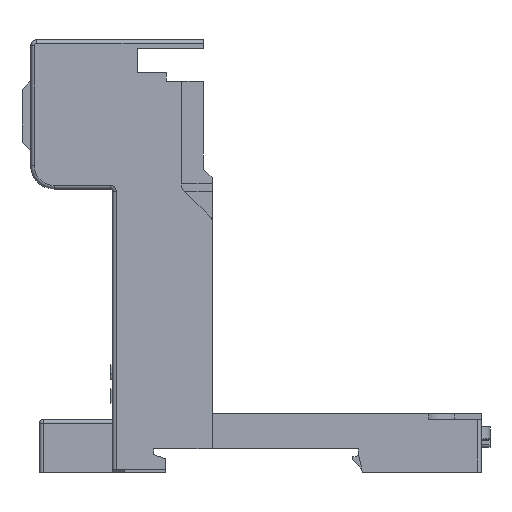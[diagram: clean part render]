
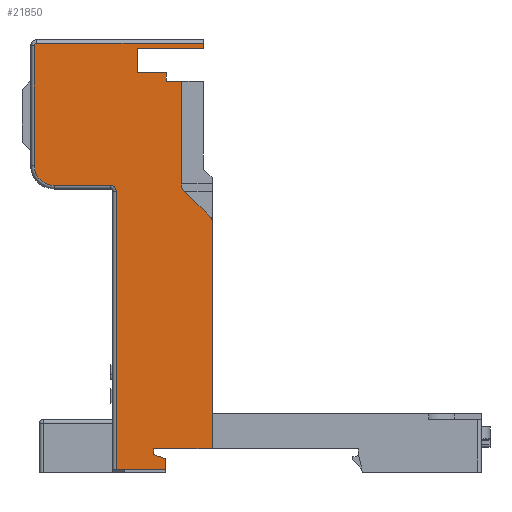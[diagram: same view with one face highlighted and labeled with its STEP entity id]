
A CAD part, left-side view. The second image highlights one B-rep face of the part: STEP entity #21850.
In plain terms, the highlighted planar face has unit normal (-1, 0, 0).
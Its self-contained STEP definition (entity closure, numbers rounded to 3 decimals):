
#5145=DIRECTION('',(0.,0.,-1.));
#5146=VECTOR('',#5145,32.886);
#5147=CARTESIAN_POINT('',(-12.35,-17.,24.386));
#5148=LINE('',#5147,#5146);
#5173=DIRECTION('',(0.,-1.,0.));
#5174=VECTOR('',#5173,11.3);
#5175=CARTESIAN_POINT('',(-12.35,-4.2,53.9));
#5176=LINE('',#5175,#5174);
#5180=CARTESIAN_POINT('',(-12.35,-12.8,30.414));
#5181=DIRECTION('',(1.,0.,0.));
#5182=DIRECTION('',(0.,0.707,-0.707));
#5183=AXIS2_PLACEMENT_3D('',#5180,#5181,#5182);
#5188=DIRECTION('',(0.,0.707,0.707));
#5189=VECTOR('',#5188,6.525);
#5190=CARTESIAN_POINT('',(-12.35,-16.707,25.093));
#5191=LINE('',#5190,#5189);
#5195=CARTESIAN_POINT('',(-12.35,-16.,24.386));
#5196=DIRECTION('',(-1.,0.,0.));
#5197=DIRECTION('',(0.,-1.,0.));
#5198=AXIS2_PLACEMENT_3D('',#5195,#5196,#5197);
#5203=DIRECTION('',(0.,0.,1.));
#5204=VECTOR('',#5203,6.);
#5205=CARTESIAN_POINT('',(-12.35,-17.,-14.5));
#5206=LINE('',#5205,#5204);
#5210=DIRECTION('',(0.,-1.,0.));
#5211=VECTOR('',#5210,10.);
#5212=CARTESIAN_POINT('',(-12.35,-7.,-14.5));
#5213=LINE('',#5212,#5211);
#5217=DIRECTION('',(0.,0.,1.));
#5218=VECTOR('',#5217,1.);
#5219=CARTESIAN_POINT('',(-12.35,-7.,-15.5));
#5220=LINE('',#5219,#5218);
#5224=DIRECTION('',(0.,0.94,0.342));
#5225=VECTOR('',#5224,2.128);
#5226=CARTESIAN_POINT('',(-12.35,-9.,-16.228));
#5227=LINE('',#5226,#5225);
#5231=DIRECTION('',(0.,0.,1.));
#5232=VECTOR('',#5231,1.872);
#5233=CARTESIAN_POINT('',(-12.35,-9.,-18.1));
#5234=LINE('',#5233,#5232);
#5238=DIRECTION('',(0.,-1.,0.));
#5239=VECTOR('',#5238,8.4);
#5240=CARTESIAN_POINT('',(-12.35,-0.6,-18.1));
#5241=LINE('',#5240,#5239);
#5245=CARTESIAN_POINT('',(-12.35,0.4,29.5));
#5246=DIRECTION('',(1.,0.,0.));
#5247=DIRECTION('',(0.,0.,1.));
#5248=AXIS2_PLACEMENT_3D('',#5245,#5246,#5247);
#5253=CARTESIAN_POINT('',(-12.35,10.,33.9));
#5254=DIRECTION('',(-1.,0.,0.));
#5255=DIRECTION('',(0.,1.,0.));
#5256=AXIS2_PLACEMENT_3D('',#5253,#5254,#5255);
#5261=CARTESIAN_POINT('',(-12.35,13.,54.4));
#5262=DIRECTION('',(-1.,0.,0.));
#5263=DIRECTION('',(0.,0.,1.));
#5264=AXIS2_PLACEMENT_3D('',#5261,#5262,#5263);
#5298=DIRECTION('',(0.,0.,-1.));
#5299=VECTOR('',#5298,0.9);
#5300=CARTESIAN_POINT('',(-12.35,-15.5,54.8));
#5301=LINE('',#5300,#5299);
#8857=DIRECTION('',(0.,1.,0.));
#8858=VECTOR('',#8857,9.6);
#8859=CARTESIAN_POINT('',(-12.35,0.4,30.5));
#8860=LINE('',#8859,#8858);
#8895=DIRECTION('',(0.,0.,1.));
#8896=VECTOR('',#8895,47.6);
#8897=CARTESIAN_POINT('',(-12.35,-0.6,-18.1));
#8898=LINE('',#8897,#8896);
#9327=DIRECTION('',(0.,0.,1.));
#9328=VECTOR('',#9327,20.5);
#9329=CARTESIAN_POINT('',(-12.35,13.4,33.9));
#9330=LINE('',#9329,#9328);
#9365=DIRECTION('',(0.,-1.,0.));
#9366=VECTOR('',#9365,28.5);
#9367=CARTESIAN_POINT('',(-12.35,13.,54.8));
#9368=LINE('',#9367,#9366);
#9673=DIRECTION('',(0.,0.,-1.));
#9674=VECTOR('',#9673,17.886);
#9675=CARTESIAN_POINT('',(-12.35,-11.8,48.3));
#9676=LINE('',#9675,#9674);
#9701=DIRECTION('',(0.,-1.,0.));
#9702=VECTOR('',#9701,2.6);
#9703=CARTESIAN_POINT('',(-12.35,-9.2,48.3));
#9704=LINE('',#9703,#9702);
#9715=DIRECTION('',(0.,0.,-1.));
#9716=VECTOR('',#9715,1.5);
#9717=CARTESIAN_POINT('',(-12.35,-9.2,49.8));
#9718=LINE('',#9717,#9716);
#9729=DIRECTION('',(0.,-1.,0.));
#9730=VECTOR('',#9729,5.);
#9731=CARTESIAN_POINT('',(-12.35,-4.2,49.8));
#9732=LINE('',#9731,#9730);
#9750=DIRECTION('',(0.,0.,-1.));
#9751=VECTOR('',#9750,4.1);
#9752=CARTESIAN_POINT('',(-12.35,-4.2,53.9));
#9753=LINE('',#9752,#9751);
#15467=CARTESIAN_POINT('',(-12.35,-17.,-14.5));
#15468=VERTEX_POINT('',#15467);
#15469=CARTESIAN_POINT('',(-12.35,-7.,-14.5));
#15470=VERTEX_POINT('',#15469);
#15479=CARTESIAN_POINT('',(-12.35,-7.,-15.5));
#15480=VERTEX_POINT('',#15479);
#15481=CARTESIAN_POINT('',(-12.35,-9.,-16.228));
#15482=VERTEX_POINT('',#15481);
#15509=CARTESIAN_POINT('',(-12.35,-9.,-18.1));
#15510=VERTEX_POINT('',#15509);
#15511=CARTESIAN_POINT('',(-12.35,-0.6,-18.1));
#15512=VERTEX_POINT('',#15511);
#15680=CARTESIAN_POINT('',(-12.35,-17.,-8.5));
#15682=VERTEX_POINT('',#15680);
#16086=CARTESIAN_POINT('',(-12.35,-15.5,54.8));
#16087=VERTEX_POINT('',#16086);
#16088=CARTESIAN_POINT('',(-12.35,-15.5,53.9));
#16089=VERTEX_POINT('',#16088);
#16496=CARTESIAN_POINT('',(-12.35,-4.2,53.9));
#16497=VERTEX_POINT('',#16496);
#16498=CARTESIAN_POINT('',(-12.35,-4.2,49.8));
#16499=VERTEX_POINT('',#16498);
#16586=CARTESIAN_POINT('',(-12.35,13.,54.8));
#16587=VERTEX_POINT('',#16586);
#16588=CARTESIAN_POINT('',(-12.35,13.4,54.4));
#16589=VERTEX_POINT('',#16588);
#16590=CARTESIAN_POINT('',(-12.35,13.4,33.9));
#16591=VERTEX_POINT('',#16590);
#16592=CARTESIAN_POINT('',(-12.35,10.,30.5));
#16593=VERTEX_POINT('',#16592);
#16594=CARTESIAN_POINT('',(-12.35,0.4,30.5));
#16595=VERTEX_POINT('',#16594);
#16596=CARTESIAN_POINT('',(-12.35,-0.6,29.5));
#16597=VERTEX_POINT('',#16596);
#16598=CARTESIAN_POINT('',(-12.35,-17.,24.386));
#16599=VERTEX_POINT('',#16598);
#16600=CARTESIAN_POINT('',(-12.35,-16.707,25.093));
#16601=VERTEX_POINT('',#16600);
#16602=CARTESIAN_POINT('',(-12.35,-12.093,29.707));
#16603=VERTEX_POINT('',#16602);
#16604=CARTESIAN_POINT('',(-12.35,-11.8,30.414));
#16605=VERTEX_POINT('',#16604);
#16606=CARTESIAN_POINT('',(-12.35,-11.8,48.3));
#16607=VERTEX_POINT('',#16606);
#16608=CARTESIAN_POINT('',(-12.35,-9.2,48.3));
#16609=VERTEX_POINT('',#16608);
#16610=CARTESIAN_POINT('',(-12.35,-9.2,49.8));
#16611=VERTEX_POINT('',#16610);
#21796=CARTESIAN_POINT('',(-12.35,-63.,-18.5));
#21797=DIRECTION('',(-1.,0.,0.));
#21798=DIRECTION('',(0.,0.,1.));
#21799=AXIS2_PLACEMENT_3D('',#21796,#21797,#21798);
#21800=PLANE('',#21799);
#21802=ORIENTED_EDGE('',*,*,#21801,.T.);
#21804=ORIENTED_EDGE('',*,*,#21803,.F.);
#21806=ORIENTED_EDGE('',*,*,#21805,.T.);
#21808=ORIENTED_EDGE('',*,*,#21807,.T.);
#21810=ORIENTED_EDGE('',*,*,#21809,.T.);
#21812=ORIENTED_EDGE('',*,*,#21811,.T.);
#21814=ORIENTED_EDGE('',*,*,#21813,.T.);
#21816=ORIENTED_EDGE('',*,*,#21815,.F.);
#21818=ORIENTED_EDGE('',*,*,#21817,.F.);
#21820=ORIENTED_EDGE('',*,*,#21819,.F.);
#21821=ORIENTED_EDGE('',*,*,#21758,.T.);
#21823=ORIENTED_EDGE('',*,*,#21822,.F.);
#21825=ORIENTED_EDGE('',*,*,#21824,.F.);
#21827=ORIENTED_EDGE('',*,*,#21826,.F.);
#21829=ORIENTED_EDGE('',*,*,#21828,.F.);
#21831=ORIENTED_EDGE('',*,*,#21830,.F.);
#21833=ORIENTED_EDGE('',*,*,#21832,.F.);
#21835=ORIENTED_EDGE('',*,*,#21834,.T.);
#21837=ORIENTED_EDGE('',*,*,#21836,.F.);
#21839=ORIENTED_EDGE('',*,*,#21838,.T.);
#21841=ORIENTED_EDGE('',*,*,#21840,.F.);
#21843=ORIENTED_EDGE('',*,*,#21842,.T.);
#21845=ORIENTED_EDGE('',*,*,#21844,.F.);
#21847=ORIENTED_EDGE('',*,*,#21846,.T.);
#21848=EDGE_LOOP('',(#21802,#21804,#21806,#21808,#21810,#21812,#21814,#21816,
#21818,#21820,#21821,#21823,#21825,#21827,#21829,#21831,#21833,#21835,#21837,
#21839,#21841,#21843,#21845,#21847));
#21849=FACE_OUTER_BOUND('',#21848,.F.);
#5184=CIRCLE('',#5183,1.);
#5199=CIRCLE('',#5198,1.);
#5249=CIRCLE('',#5248,1.);
#5257=CIRCLE('',#5256,3.4);
#5265=CIRCLE('',#5264,0.4);
#21758=EDGE_CURVE('',#16599,#15682,#5148,.T.);
#21801=EDGE_CURVE('',#16087,#16089,#5301,.T.);
#21803=EDGE_CURVE('',#16497,#16089,#5176,.T.);
#21805=EDGE_CURVE('',#16497,#16499,#9753,.T.);
#21807=EDGE_CURVE('',#16499,#16611,#9732,.T.);
#21809=EDGE_CURVE('',#16611,#16609,#9718,.T.);
#21811=EDGE_CURVE('',#16609,#16607,#9704,.T.);
#21813=EDGE_CURVE('',#16607,#16605,#9676,.T.);
#21815=EDGE_CURVE('',#16603,#16605,#5184,.T.);
#21817=EDGE_CURVE('',#16601,#16603,#5191,.T.);
#21819=EDGE_CURVE('',#16599,#16601,#5199,.T.);
#21822=EDGE_CURVE('',#15468,#15682,#5206,.T.);
#21824=EDGE_CURVE('',#15470,#15468,#5213,.T.);
#21826=EDGE_CURVE('',#15480,#15470,#5220,.T.);
#21828=EDGE_CURVE('',#15482,#15480,#5227,.T.);
#21830=EDGE_CURVE('',#15510,#15482,#5234,.T.);
#21832=EDGE_CURVE('',#15512,#15510,#5241,.T.);
#21834=EDGE_CURVE('',#15512,#16597,#8898,.T.);
#21836=EDGE_CURVE('',#16595,#16597,#5249,.T.);
#21838=EDGE_CURVE('',#16595,#16593,#8860,.T.);
#21840=EDGE_CURVE('',#16591,#16593,#5257,.T.);
#21842=EDGE_CURVE('',#16591,#16589,#9330,.T.);
#21844=EDGE_CURVE('',#16587,#16589,#5265,.T.);
#21846=EDGE_CURVE('',#16587,#16087,#9368,.T.);
#21850=ADVANCED_FACE('',(#21849),#21800,.T.);
